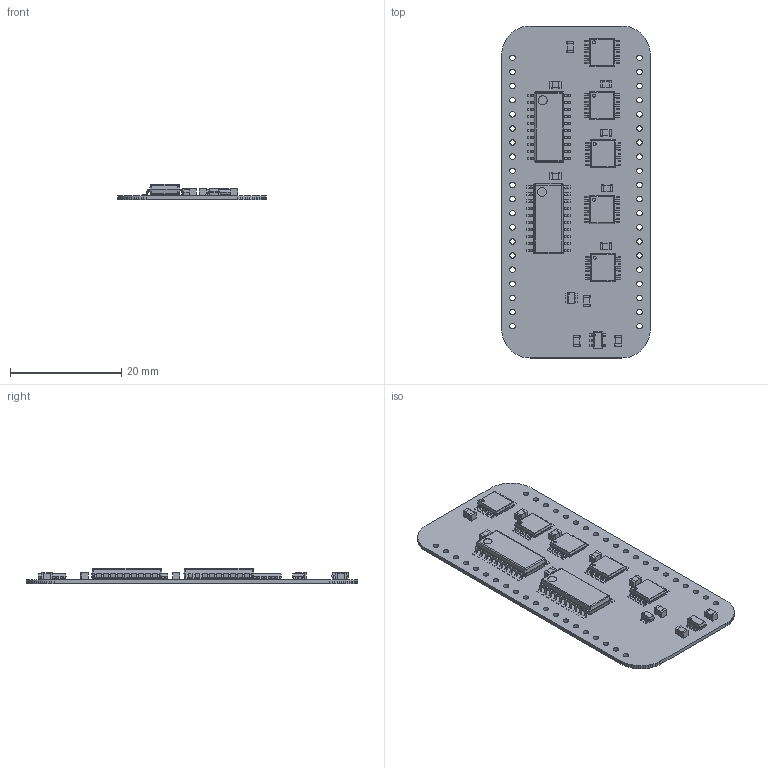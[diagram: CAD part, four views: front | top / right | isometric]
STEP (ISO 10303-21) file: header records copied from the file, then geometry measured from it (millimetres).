
FILE_DESCRIPTION(('KiCad electronic assembly'),'2;1');
FILE_NAME('Device Decode Simple.step','2023-11-20T16:00:23',('Pcbnew'),( 'Kicad'),'Open CASCADE STEP processor 7.6','KiCad to STEP converter' ,'Unknown');
FILE_SCHEMA(('AUTOMOTIVE_DESIGN { 1 0 10303 214 1 1 1 1 }'));
Length unit declared in the file: millimetre
Products named in the file (14): Device Decode Simple 1; C_0805_2012Metric; SOLID; AP7365-33WG-7; COMPOUND; 74LVC74APW,118; MC74VHC139DR2G; 74LVC2G04GW-Q100H; SN74F521NSR; Device Decode Simple PCB
Assembly tree (26 placements, depth 3):
  Device Decode Simple 1
    C_0805_2012Metric  x10
      SOLID
    AP7365-33WG-7
      COMPOUND
    74LVC74APW,118  x4
      COMPOUND
    MC74VHC139DR2G
      COMPOUND
    74LVC2G04GW-Q100H
      COMPOUND
    SN74F521NSR  x2
      COMPOUND
    Device Decode Simple PCB
Bounding box: 26.67 x 59.69 x 2.73 mm (x, y, z)
Volume: 1433.4 mm3; surface area: 4271 mm2
Topology: 143 solids, 143 shells, 2311 faces, 5796 edges, 3800 vertices
Faces by surface type: plane 1619, cylinder 676, sphere 16
Full cylindrical faces by diameter (mm): 0.156 x1, 0.2 x1, 0.55 x5, 1 x40
Entity records: 72904 total; most frequent: CARTESIAN_POINT 15432, DIRECTION 10757, LINE 7104, VECTOR 7104, ORIENTED_EDGE 5582, PCURVE 5582, DEFINITIONAL_REPRESENTATION 5582, EDGE_CURVE 2791
